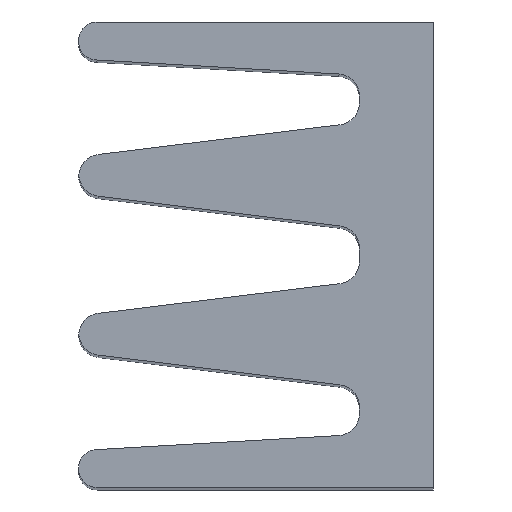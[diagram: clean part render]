
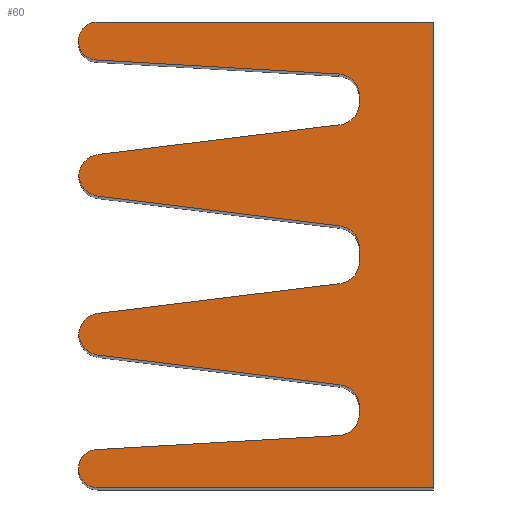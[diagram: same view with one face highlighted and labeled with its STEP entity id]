
A CAD part, top view. The second image highlights one B-rep face of the part: STEP entity #60.
In plain terms, the highlighted planar face has unit normal (0, 0, 1).
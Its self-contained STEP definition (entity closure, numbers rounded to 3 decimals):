
#60=ADVANCED_FACE('NONE',(#105),#106,.T.);
#105=FACE_OUTER_BOUND('',#165,.T.);
#106=PLANE('',#166);
#165=EDGE_LOOP('',(#295,#296,#297,#298,#299,#300,#301,#302,#303,#304,#305,#306,#307,#308,#309,#310,#311,#312,#313,#314,#315,#316,#317,#318,#319,#320,#321,#322));
#166=AXIS2_PLACEMENT_3D('',#323,#324,#325);
#295=ORIENTED_EDGE('',*,*,#509,.T.);
#296=ORIENTED_EDGE('',*,*,#510,.T.);
#297=ORIENTED_EDGE('',*,*,#499,.T.);
#298=ORIENTED_EDGE('',*,*,#511,.T.);
#299=ORIENTED_EDGE('',*,*,#503,.T.);
#300=ORIENTED_EDGE('',*,*,#512,.T.);
#301=ORIENTED_EDGE('',*,*,#505,.T.);
#302=ORIENTED_EDGE('',*,*,#513,.T.);
#303=ORIENTED_EDGE('',*,*,#457,.T.);
#304=ORIENTED_EDGE('',*,*,#514,.T.);
#305=ORIENTED_EDGE('',*,*,#459,.T.);
#306=ORIENTED_EDGE('',*,*,#465,.T.);
#307=ORIENTED_EDGE('',*,*,#468,.T.);
#308=ORIENTED_EDGE('',*,*,#515,.T.);
#309=ORIENTED_EDGE('',*,*,#469,.T.);
#310=ORIENTED_EDGE('',*,*,#516,.T.);
#311=ORIENTED_EDGE('',*,*,#475,.T.);
#312=ORIENTED_EDGE('',*,*,#517,.T.);
#313=ORIENTED_EDGE('',*,*,#479,.T.);
#314=ORIENTED_EDGE('',*,*,#518,.T.);
#315=ORIENTED_EDGE('',*,*,#481,.T.);
#316=ORIENTED_EDGE('',*,*,#519,.T.);
#317=ORIENTED_EDGE('',*,*,#520,.T.);
#318=ORIENTED_EDGE('',*,*,#487,.T.);
#319=ORIENTED_EDGE('',*,*,#521,.T.);
#320=ORIENTED_EDGE('',*,*,#491,.T.);
#321=ORIENTED_EDGE('',*,*,#522,.T.);
#322=ORIENTED_EDGE('',*,*,#493,.T.);
#323=CARTESIAN_POINT('',(0.0,0.0,19.0));
#324=DIRECTION('',(-0.0,0.0,1.0));
#325=DIRECTION('',(1.0,-0.0,0.0));
#457=EDGE_CURVE('NONE',#544,#542,#545,.T.);
#459=EDGE_CURVE('NONE',#547,#548,#549,.T.);
#465=EDGE_CURVE('NONE',#548,#557,#559,.T.);
#468=EDGE_CURVE('NONE',#557,#562,#564,.T.);
#469=EDGE_CURVE('NONE',#565,#566,#567,.T.);
#475=EDGE_CURVE('NONE',#578,#576,#579,.T.);
#479=EDGE_CURVE('NONE',#586,#584,#587,.T.);
#481=EDGE_CURVE('NONE',#589,#590,#591,.T.);
#487=EDGE_CURVE('NONE',#602,#600,#603,.T.);
#491=EDGE_CURVE('NONE',#610,#608,#611,.T.);
#493=EDGE_CURVE('NONE',#613,#614,#615,.T.);
#499=EDGE_CURVE('NONE',#626,#624,#627,.T.);
#503=EDGE_CURVE('NONE',#634,#632,#635,.T.);
#505=EDGE_CURVE('NONE',#637,#638,#639,.T.);
#509=EDGE_CURVE('NONE',#614,#645,#646,.T.);
#510=EDGE_CURVE('NONE',#645,#626,#647,.T.);
#511=EDGE_CURVE('NONE',#624,#634,#648,.T.);
#512=EDGE_CURVE('NONE',#632,#637,#649,.T.);
#513=EDGE_CURVE('NONE',#638,#544,#650,.T.);
#514=EDGE_CURVE('NONE',#542,#547,#651,.T.);
#515=EDGE_CURVE('NONE',#562,#565,#652,.T.);
#516=EDGE_CURVE('NONE',#566,#578,#653,.T.);
#517=EDGE_CURVE('NONE',#576,#586,#654,.T.);
#518=EDGE_CURVE('NONE',#584,#589,#655,.T.);
#519=EDGE_CURVE('NONE',#590,#656,#657,.T.);
#520=EDGE_CURVE('NONE',#656,#602,#658,.T.);
#521=EDGE_CURVE('NONE',#600,#610,#659,.T.);
#522=EDGE_CURVE('NONE',#608,#613,#660,.T.);
#542=VERTEX_POINT('NONE',#683);
#544=VERTEX_POINT('NONE',#686);
#545=LINE('',#687,#688);
#547=VERTEX_POINT('NONE',#691);
#548=VERTEX_POINT('NONE',#692);
#549=LINE('',#693,#694);
#557=VERTEX_POINT('NONE',#706);
#559=LINE('',#709,#710);
#562=VERTEX_POINT('NONE',#714);
#564=LINE('',#717,#718);
#565=VERTEX_POINT('NONE',#719);
#566=VERTEX_POINT('NONE',#720);
#567=LINE('',#721,#722);
#576=VERTEX_POINT('NONE',#735);
#578=VERTEX_POINT('NONE',#738);
#579=LINE('',#739,#740);
#584=VERTEX_POINT('NONE',#747);
#586=VERTEX_POINT('NONE',#750);
#587=LINE('',#751,#752);
#589=VERTEX_POINT('NONE',#755);
#590=VERTEX_POINT('NONE',#756);
#591=LINE('',#757,#758);
#600=VERTEX_POINT('NONE',#771);
#602=VERTEX_POINT('NONE',#774);
#603=LINE('',#775,#776);
#608=VERTEX_POINT('NONE',#783);
#610=VERTEX_POINT('NONE',#786);
#611=LINE('',#787,#788);
#613=VERTEX_POINT('NONE',#791);
#614=VERTEX_POINT('NONE',#792);
#615=LINE('',#793,#794);
#624=VERTEX_POINT('NONE',#807);
#626=VERTEX_POINT('NONE',#810);
#627=LINE('',#811,#812);
#632=VERTEX_POINT('NONE',#819);
#634=VERTEX_POINT('NONE',#822);
#635=LINE('',#823,#824);
#637=VERTEX_POINT('NONE',#827);
#638=VERTEX_POINT('NONE',#828);
#639=LINE('',#829,#830);
#645=VERTEX_POINT('NONE',#839);
#646=CIRCLE('',#840,0.3);
#647=CIRCLE('',#841,0.3);
#648=CIRCLE('',#842,0.3);
#649=CIRCLE('',#843,0.3);
#650=CIRCLE('',#844,0.25);
#651=CIRCLE('',#845,0.25);
#652=CIRCLE('',#846,0.25);
#653=CIRCLE('',#847,0.25);
#654=CIRCLE('',#848,0.3);
#655=CIRCLE('',#849,0.3);
#656=VERTEX_POINT('NONE',#850);
#657=CIRCLE('',#851,0.3);
#658=CIRCLE('',#852,0.3);
#659=CIRCLE('',#853,0.3);
#660=CIRCLE('',#854,0.3);
#683=CARTESIAN_POINT('',(0.0,0.25,19.0));
#686=CARTESIAN_POINT('',(0.0,0.264,19.0));
#687=CARTESIAN_POINT('',(0.0,0.5,19.0));
#688=VECTOR('',#877,1000.0);
#691=CARTESIAN_POINT('',(0.25,0.0,19.0));
#692=CARTESIAN_POINT('',(4.8,0.0,19.0));
#693=CARTESIAN_POINT('',(0.0,0.0,19.0));
#694=VECTOR('',#879,1000.0);
#706=CARTESIAN_POINT('',(4.8,6.3,19.0));
#709=CARTESIAN_POINT('',(4.8,6.3,19.0));
#710=VECTOR('',#885,1000.0);
#714=CARTESIAN_POINT('',(0.25,6.3,19.0));
#717=CARTESIAN_POINT('',(0.0,6.3,19.0));
#718=VECTOR('',#888,1000.0);
#719=CARTESIAN_POINT('',(0.0,6.05,19.0));
#720=CARTESIAN_POINT('',(0.0,6.036,19.0));
#721=CARTESIAN_POINT('',(0.0,5.8,19.0));
#722=VECTOR('',#889,1000.0);
#735=CARTESIAN_POINT('',(3.517,5.596,19.0));
#738=CARTESIAN_POINT('',(0.236,5.786,19.0));
#739=CARTESIAN_POINT('',(0.0,5.8,19.0));
#740=VECTOR('',#895,1000.0);
#747=CARTESIAN_POINT('',(3.8,5.207,19.0));
#750=CARTESIAN_POINT('',(3.8,5.297,19.0));
#751=CARTESIAN_POINT('',(3.8,5.58,19.0));
#752=VECTOR('',#899,1000.0);
#755=CARTESIAN_POINT('',(3.537,4.909,19.0));
#756=CARTESIAN_POINT('',(0.263,4.507,19.0));
#757=CARTESIAN_POINT('',(0.0,4.475,19.0));
#758=VECTOR('',#901,1000.0);
#771=CARTESIAN_POINT('',(3.537,3.541,19.0));
#774=CARTESIAN_POINT('',(0.263,3.943,19.0));
#775=CARTESIAN_POINT('',(0.0,3.975,19.0));
#776=VECTOR('',#907,1000.0);
#783=CARTESIAN_POINT('',(3.8,3.057,19.0));
#786=CARTESIAN_POINT('',(3.8,3.243,19.0));
#787=CARTESIAN_POINT('',(3.8,3.508,19.0));
#788=VECTOR('',#911,1000.0);
#791=CARTESIAN_POINT('',(3.537,2.759,19.0));
#792=CARTESIAN_POINT('',(0.263,2.357,19.0));
#793=CARTESIAN_POINT('',(0.0,2.325,19.0));
#794=VECTOR('',#913,1000.0);
#807=CARTESIAN_POINT('',(3.537,1.391,19.0));
#810=CARTESIAN_POINT('',(0.263,1.793,19.0));
#811=CARTESIAN_POINT('',(0.0,1.825,19.0));
#812=VECTOR('',#919,1000.0);
#819=CARTESIAN_POINT('',(3.8,1.003,19.0));
#822=CARTESIAN_POINT('',(3.8,1.093,19.0));
#823=CARTESIAN_POINT('',(3.8,0.72,19.0));
#824=VECTOR('',#923,1000.0);
#827=CARTESIAN_POINT('',(3.517,0.704,19.0));
#828=CARTESIAN_POINT('',(0.236,0.514,19.0));
#829=CARTESIAN_POINT('',(0.0,0.5,19.0));
#830=VECTOR('',#925,1000.0);
#839=CARTESIAN_POINT('',(0.,2.075,19.0));
#840=AXIS2_PLACEMENT_3D('',#929,#930,#931);
#841=AXIS2_PLACEMENT_3D('',#932,#933,#934);
#842=AXIS2_PLACEMENT_3D('',#935,#936,#937);
#843=AXIS2_PLACEMENT_3D('',#938,#939,#940);
#844=AXIS2_PLACEMENT_3D('',#941,#942,#943);
#845=AXIS2_PLACEMENT_3D('',#944,#945,#946);
#846=AXIS2_PLACEMENT_3D('',#947,#948,#949);
#847=AXIS2_PLACEMENT_3D('',#950,#951,#952);
#848=AXIS2_PLACEMENT_3D('',#953,#954,#955);
#849=AXIS2_PLACEMENT_3D('',#956,#957,#958);
#850=CARTESIAN_POINT('',(0.,4.225,19.0));
#851=AXIS2_PLACEMENT_3D('',#959,#960,#961);
#852=AXIS2_PLACEMENT_3D('',#962,#963,#964);
#853=AXIS2_PLACEMENT_3D('',#965,#966,#967);
#854=AXIS2_PLACEMENT_3D('',#968,#969,#970);
#877=DIRECTION('',(0.0,-1.0,0.0));
#879=DIRECTION('',(1.0,0.0,0.0));
#885=DIRECTION('',(0.,1.0,-0.0));
#888=DIRECTION('',(-1.0,-0.0,-0.0));
#889=DIRECTION('',(-0.0,-1.0,-0.0));
#895=DIRECTION('',(0.998,-0.058,0.0));
#899=DIRECTION('',(0.0,-1.0,0.0));
#901=DIRECTION('',(-0.993,-0.122,-0.0));
#907=DIRECTION('',(0.993,-0.122,0.0));
#911=DIRECTION('',(0.0,-1.0,0.0));
#913=DIRECTION('',(-0.993,-0.122,-0.0));
#919=DIRECTION('',(0.993,-0.122,0.0));
#923=DIRECTION('',(-0.0,-1.0,-0.0));
#925=DIRECTION('',(-0.998,-0.058,-0.0));
#929=CARTESIAN_POINT('',(0.3,2.06,19.0));
#930=DIRECTION('',(-0.0,0.0,1.0));
#931=DIRECTION('',(1.0,0.0,0.0));
#932=CARTESIAN_POINT('',(0.3,2.09,19.0));
#933=DIRECTION('',(-0.0,0.0,1.0));
#934=DIRECTION('',(1.0,0.0,0.0));
#935=CARTESIAN_POINT('',(3.5,1.093,19.0));
#936=DIRECTION('',(0.0,-0.0,-1.0));
#937=DIRECTION('',(1.0,0.,0.0));
#938=CARTESIAN_POINT('',(3.5,1.003,19.0));
#939=DIRECTION('',(0.0,0.0,-1.0));
#940=DIRECTION('',(1.0,0.0,0.0));
#941=CARTESIAN_POINT('',(0.25,0.264,19.0));
#942=DIRECTION('',(-0.0,0.0,1.0));
#943=DIRECTION('',(1.0,0.0,0.0));
#944=CARTESIAN_POINT('',(0.25,0.25,19.0));
#945=DIRECTION('',(-0.0,0.0,1.0));
#946=DIRECTION('',(1.0,0.0,0.0));
#947=CARTESIAN_POINT('',(0.25,6.05,19.0));
#948=DIRECTION('',(-0.0,0.0,1.0));
#949=DIRECTION('',(1.0,0.0,0.0));
#950=CARTESIAN_POINT('',(0.25,6.036,19.0));
#951=DIRECTION('',(-0.0,0.0,1.0));
#952=DIRECTION('',(1.0,0.0,0.0));
#953=CARTESIAN_POINT('',(3.5,5.297,19.0));
#954=DIRECTION('',(0.0,0.0,-1.0));
#955=DIRECTION('',(1.0,0.0,0.0));
#956=CARTESIAN_POINT('',(3.5,5.207,19.0));
#957=DIRECTION('',(0.0,0.0,-1.0));
#958=DIRECTION('',(1.0,0.0,0.0));
#959=CARTESIAN_POINT('',(0.3,4.21,19.0));
#960=DIRECTION('',(-0.0,0.0,1.0));
#961=DIRECTION('',(1.0,0.0,0.0));
#962=CARTESIAN_POINT('',(0.3,4.24,19.0));
#963=DIRECTION('',(-0.0,0.0,1.0));
#964=DIRECTION('',(1.0,0.0,0.0));
#965=CARTESIAN_POINT('',(3.5,3.243,19.0));
#966=DIRECTION('',(0.0,0.0,-1.0));
#967=DIRECTION('',(1.0,0.0,0.0));
#968=CARTESIAN_POINT('',(3.5,3.057,19.0));
#969=DIRECTION('',(0.0,0.0,-1.0));
#970=DIRECTION('',(1.0,0.0,0.0));
